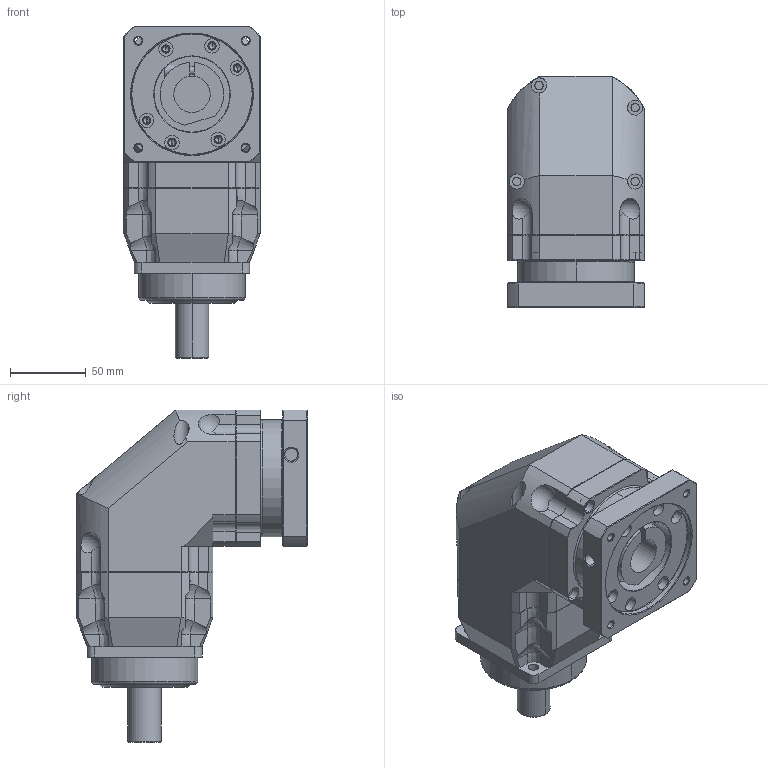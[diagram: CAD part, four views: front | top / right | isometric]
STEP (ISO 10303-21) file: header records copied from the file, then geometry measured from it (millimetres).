
FILE_DESCRIPTION((''),'2;1');
FILE_NAME('AFR0751-P0403300603_ASM','2008-09-12T',('d00080'),(''),'PRO/ENGINEER BY PARAMETRIC TECHNOLOGY CORPORATION, 2006170','PRO/ENGINEER BY PARAMETRIC TECHNOLOGY CORPORATION, 2006170','');
FILE_SCHEMA(('CONFIG_CONTROL_DESIGN'));
Length unit declared in the file: millimetre
Products named in the file (5): AF0751; P1001300001; P1301300001; P0403300603; AFR0751-P0403300603_ASM
Assembly tree (4 placements, depth 2):
  AFR0751-P0403300603_ASM
    AF0751
    P1001300001
    P1301300001
    P0403300603
Bounding box: 90 x 152.5 x 219 mm (x, y, z)
Volume: 1072509.5 mm3; surface area: 192379 mm2
Topology: 5 solids, 23 shells, 771 faces, 1824 edges, 1099 vertices
Faces by surface type: cylinder 280, plane 213, cone 162, torus 68, bspline 44, sphere 4
Entity records: 25533 total; most frequent: CARTESIAN_POINT 7561, DIRECTION 3937, ORIENTED_EDGE 3522, EDGE_CURVE 1800, AXIS2_PLACEMENT_3D 1592, VERTEX_POINT 1099, EDGE_LOOP 887, CIRCLE 848
